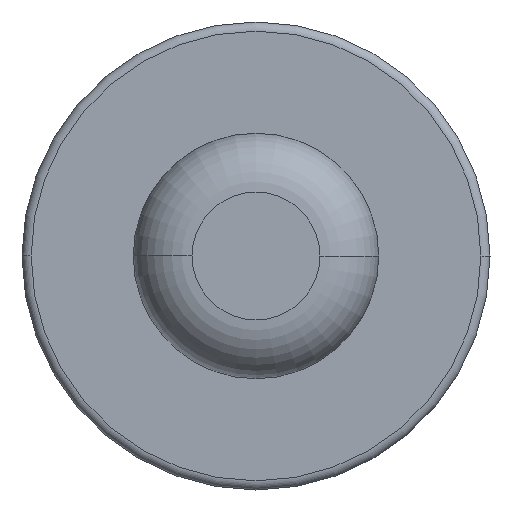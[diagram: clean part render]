
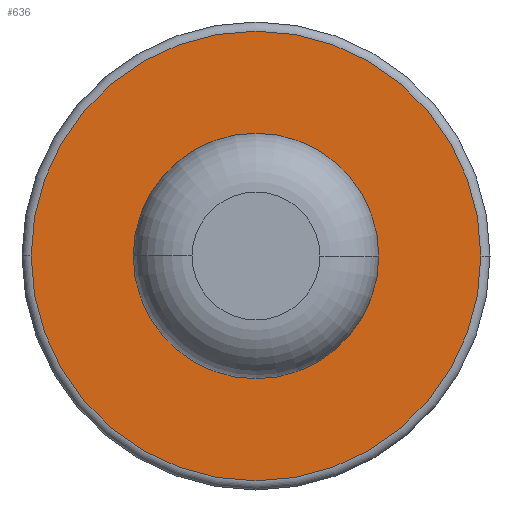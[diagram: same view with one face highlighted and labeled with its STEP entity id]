
A CAD part, front view. The second image highlights one B-rep face of the part: STEP entity #636.
In plain terms, the highlighted planar face has unit normal (0, -1, 0).
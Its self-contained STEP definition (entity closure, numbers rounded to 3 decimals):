
#177=CARTESIAN_POINT('',(0.,-0.015,0.));
#178=DIRECTION('',(0.,-1.,0.));
#179=DIRECTION('',(-1.,0.,0.));
#180=AXIS2_PLACEMENT_3D('',#177,#178,#179);
#192=CARTESIAN_POINT('',(0.,-0.015,0.));
#193=DIRECTION('',(0.,-1.,0.));
#194=DIRECTION('',(1.,0.,0.));
#195=AXIS2_PLACEMENT_3D('',#192,#193,#194);
#207=CARTESIAN_POINT('',(0.,-0.015,0.));
#208=DIRECTION('',(0.,1.,0.));
#209=DIRECTION('',(-1.,0.,0.));
#210=AXIS2_PLACEMENT_3D('',#207,#208,#209);
#246=CARTESIAN_POINT('',(0.,-0.015,0.));
#247=DIRECTION('',(0.,-1.,0.));
#248=DIRECTION('',(-1.,0.,0.));
#249=AXIS2_PLACEMENT_3D('',#246,#247,#248);
#435=CARTESIAN_POINT('',(-1.22,-0.015,0.));
#436=CARTESIAN_POINT('',(1.22,-0.015,0.));
#437=VERTEX_POINT('',#435);
#438=VERTEX_POINT('',#436);
#455=CARTESIAN_POINT('',(2.234,-0.015,0.));
#456=CARTESIAN_POINT('',(-2.234,-0.015,0.));
#457=VERTEX_POINT('',#455);
#458=VERTEX_POINT('',#456);
#620=CARTESIAN_POINT('',(0.,-0.015,0.));
#621=DIRECTION('',(0.,1.,0.));
#622=DIRECTION('',(1.,0.,0.));
#623=AXIS2_PLACEMENT_3D('',#620,#621,#622);
#624=PLANE('',#623);
#626=ORIENTED_EDGE('',*,*,#625,.F.);
#627=ORIENTED_EDGE('',*,*,#610,.F.);
#628=EDGE_LOOP('',(#626,#627));
#629=FACE_OUTER_BOUND('',#628,.F.);
#631=ORIENTED_EDGE('',*,*,#630,.F.);
#633=ORIENTED_EDGE('',*,*,#632,.T.);
#634=EDGE_LOOP('',(#631,#633));
#635=FACE_BOUND('',#634,.F.);
#636=ADVANCED_FACE('',(#629,#635),#624,.F.);
#181=CIRCLE('',#180,2.234);
#196=CIRCLE('',#195,2.234);
#211=CIRCLE('',#210,1.22);
#250=CIRCLE('',#249,1.22);
#610=EDGE_CURVE('',#458,#457,#181,.T.);
#625=EDGE_CURVE('',#457,#458,#196,.T.);
#630=EDGE_CURVE('',#437,#438,#211,.T.);
#632=EDGE_CURVE('',#437,#438,#250,.T.);
